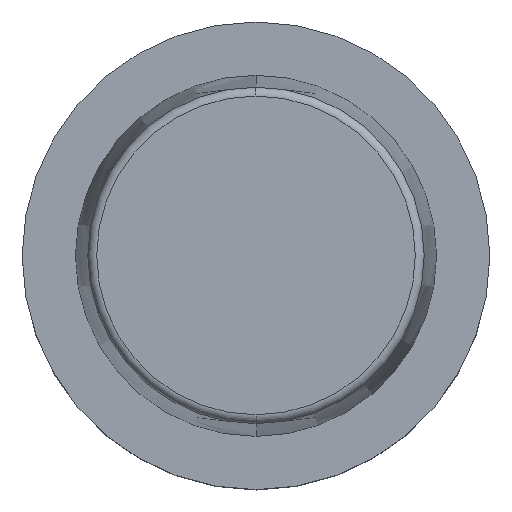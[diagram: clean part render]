
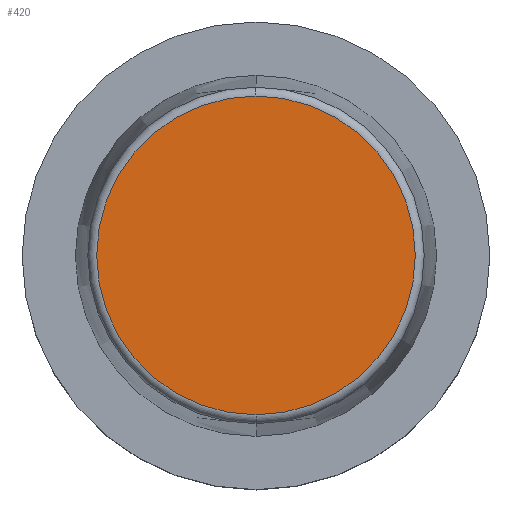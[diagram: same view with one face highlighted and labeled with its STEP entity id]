
A CAD part, top view. The second image highlights one B-rep face of the part: STEP entity #420.
In plain terms, the highlighted planar face has unit normal (0, 0, 1).
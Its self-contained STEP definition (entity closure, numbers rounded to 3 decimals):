
#274=VERTEX_POINT('',#672);
#360=EDGE_CURVE('',#274,#460,#769,.T.);
#390=EDGE_CURVE('',#460,#274,#805,.T.);
#420=ADVANCED_FACE('',(#836),#837,.T.);
#460=VERTEX_POINT('',#883);
#672=CARTESIAN_POINT('',(0.0,21.462,32.0));
#769=CIRCLE('',#1254,21.462);
#805=CIRCLE('',#1300,21.462);
#836=FACE_OUTER_BOUND('',#1342,.T.);
#837=PLANE('',#1343);
#883=CARTESIAN_POINT('',(0.,-21.462,32.0));
#1254=AXIS2_PLACEMENT_3D('',#1795,#1796,#1797);
#1300=AXIS2_PLACEMENT_3D('',#1852,#1853,#1854);
#1342=EDGE_LOOP('',(#1882,#1883));
#1343=AXIS2_PLACEMENT_3D('',#1884,#1885,#1886);
#1795=CARTESIAN_POINT('',(0.0,0.0,32.0));
#1796=DIRECTION('',(0.0,0.0,-1.0));
#1797=DIRECTION('',(0.0,1.0,0.0));
#1852=CARTESIAN_POINT('',(0.0,0.0,32.0));
#1853=DIRECTION('',(0.0,0.0,-1.0));
#1854=DIRECTION('',(0.0,1.0,0.0));
#1882=ORIENTED_EDGE('',*,*,#360,.F.);
#1883=ORIENTED_EDGE('',*,*,#390,.F.);
#1884=CARTESIAN_POINT('',(0.0,10.731,32.0));
#1885=DIRECTION('',(-0.0,0.0,1.0));
#1886=DIRECTION('',(0.0,-1.0,0.0));
